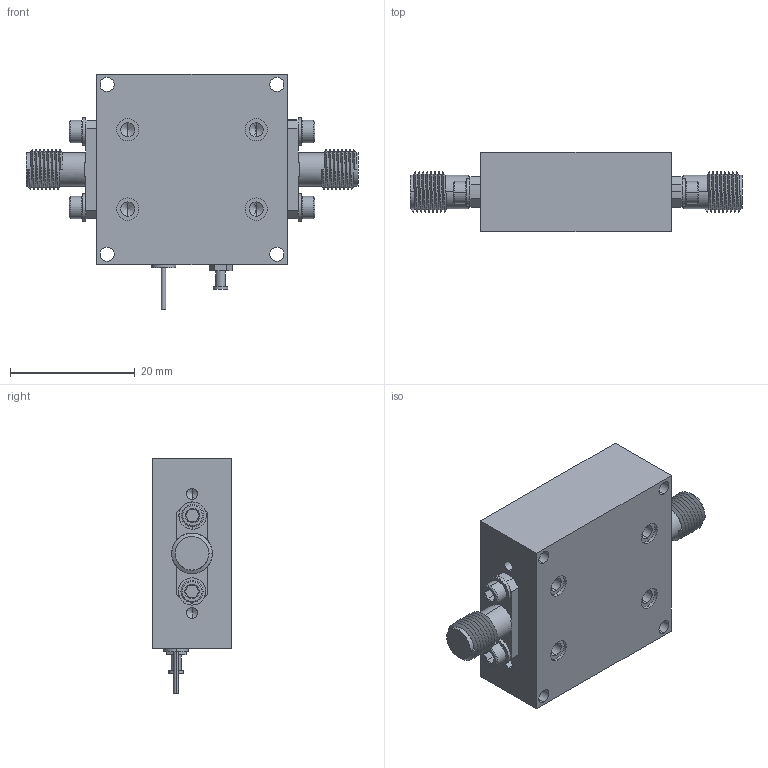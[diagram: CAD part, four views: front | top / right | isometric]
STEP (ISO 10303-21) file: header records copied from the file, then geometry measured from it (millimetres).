
FILE_DESCRIPTION (( 'STEP AP203' ), '1' );
FILE_NAME ('SBP-4036033519-VFVF-S1.STEP', '2018-06-22T23:15:01', ( '' ), ( '' ), 'SwSTEP 2.0', 'SolidWorks 2016', '' );
FILE_SCHEMA (( 'CONFIG_CONTROL_DESIGN' ));
Length unit declared in the file: inch
Products named in the file (2): SBP-4036033519-VFVF-S1
Bounding box: 53.14 x 12.7 x 37.72 mm (x, y, z)
Volume: 12304.2 mm3; surface area: 5689.9 mm2
Topology: 2 solids, 2 shells, 1250 faces, 3376 edges, 2208 vertices
Faces by surface type: plane 549, bspline 533, cylinder 108, cone 60
Entity records: 66061 total; most frequent: CARTESIAN_POINT 38325, ORIENTED_EDGE 6720, DIRECTION 3884, EDGE_CURVE 3360, VERTEX_POINT 2208, VECTOR 1950, LINE 1950, EDGE_LOOP 1368
